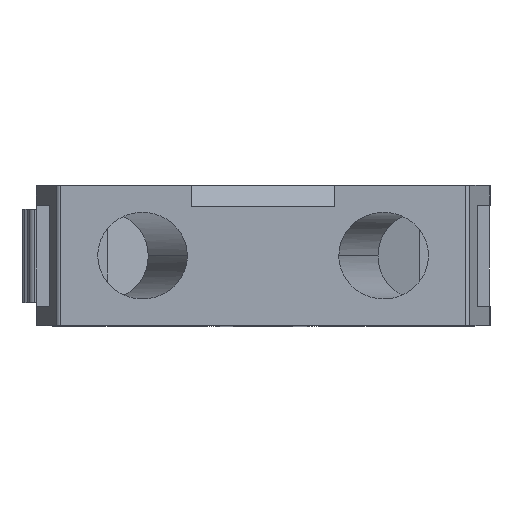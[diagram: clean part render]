
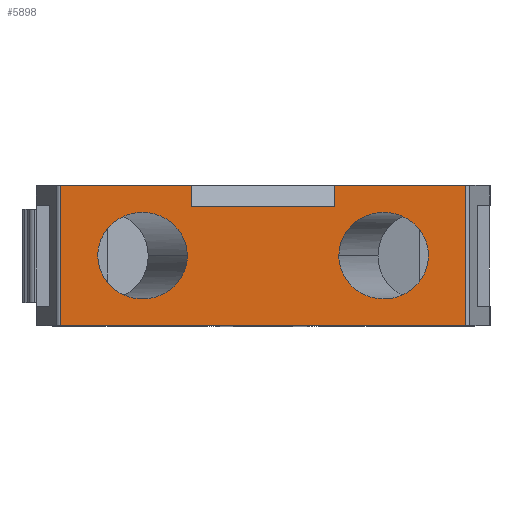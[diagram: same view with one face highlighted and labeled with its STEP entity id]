
A CAD part, top view. The second image highlights one B-rep face of the part: STEP entity #5898.
In plain terms, the highlighted planar face has unit normal (0, 0, 1).
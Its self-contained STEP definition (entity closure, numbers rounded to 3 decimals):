
#743=DIRECTION('',(1.,0.,0.));
#744=VECTOR('',#743,28.577);
#745=CARTESIAN_POINT('',(-14.289,-4.95,0.));
#746=LINE('',#745,#744);
#1114=DIRECTION('',(0.,-1.,0.));
#1115=VECTOR('',#1114,1.5);
#1116=CARTESIAN_POINT('',(-5.05,4.95,0.));
#1117=LINE('',#1116,#1115);
#1118=DIRECTION('',(1.,0.,0.));
#1119=VECTOR('',#1118,10.1);
#1120=CARTESIAN_POINT('',(-5.05,3.45,0.));
#1121=LINE('',#1120,#1119);
#1122=DIRECTION('',(0.,-1.,0.));
#1123=VECTOR('',#1122,1.5);
#1124=CARTESIAN_POINT('',(5.05,4.95,0.));
#1125=LINE('',#1124,#1123);
#1126=DIRECTION('',(0.,1.,0.));
#1127=VECTOR('',#1126,9.9);
#1128=CARTESIAN_POINT('',(-14.289,-4.95,0.));
#1129=LINE('',#1128,#1127);
#1130=CARTESIAN_POINT('',(5.342,0.,0.));
#1131=CARTESIAN_POINT('',(5.342,0.359,0.));
#1132=CARTESIAN_POINT('',(5.477,1.136,0.));
#1133=CARTESIAN_POINT('',(6.201,2.221,0.));
#1134=CARTESIAN_POINT('',(7.135,2.803,0.));
#1135=CARTESIAN_POINT('',(7.93,3.018,0.));
#1136=CARTESIAN_POINT('',(8.5,3.066,0.));
#1137=CARTESIAN_POINT('',(9.07,3.018,0.));
#1138=CARTESIAN_POINT('',(9.865,2.803,0.));
#1139=CARTESIAN_POINT('',(10.799,2.221,0.));
#1140=CARTESIAN_POINT('',(11.523,1.136,0.));
#1141=CARTESIAN_POINT('',(11.658,0.359,0.));
#1142=CARTESIAN_POINT('',(11.658,0.,0.));
#1144=CARTESIAN_POINT('',(11.658,0.,0.));
#1145=CARTESIAN_POINT('',(11.658,-0.359,0.));
#1146=CARTESIAN_POINT('',(11.523,-1.136,0.));
#1147=CARTESIAN_POINT('',(10.799,-2.221,0.));
#1148=CARTESIAN_POINT('',(9.865,-2.803,0.));
#1149=CARTESIAN_POINT('',(9.07,-3.018,0.));
#1150=CARTESIAN_POINT('',(8.5,-3.066,0.));
#1151=CARTESIAN_POINT('',(7.93,-3.018,0.));
#1152=CARTESIAN_POINT('',(7.135,-2.803,0.));
#1153=CARTESIAN_POINT('',(6.201,-2.221,0.));
#1154=CARTESIAN_POINT('',(5.477,-1.136,0.));
#1155=CARTESIAN_POINT('',(5.342,-0.359,0.));
#1156=CARTESIAN_POINT('',(5.342,0.,0.));
#1158=CARTESIAN_POINT('',(-5.342,0.,0.));
#1159=CARTESIAN_POINT('',(-5.342,0.359,0.));
#1160=CARTESIAN_POINT('',(-5.477,1.136,0.));
#1161=CARTESIAN_POINT('',(-6.201,2.221,0.));
#1162=CARTESIAN_POINT('',(-7.135,2.803,0.));
#1163=CARTESIAN_POINT('',(-7.93,3.018,0.));
#1164=CARTESIAN_POINT('',(-8.5,3.066,0.));
#1165=CARTESIAN_POINT('',(-9.07,3.018,0.));
#1166=CARTESIAN_POINT('',(-9.865,2.803,0.));
#1167=CARTESIAN_POINT('',(-10.799,2.221,0.));
#1168=CARTESIAN_POINT('',(-11.523,1.136,0.));
#1169=CARTESIAN_POINT('',(-11.658,0.359,0.));
#1170=CARTESIAN_POINT('',(-11.658,0.,0.));
#1172=CARTESIAN_POINT('',(-11.658,0.,0.));
#1173=CARTESIAN_POINT('',(-11.658,-0.359,0.));
#1174=CARTESIAN_POINT('',(-11.523,-1.136,0.));
#1175=CARTESIAN_POINT('',(-10.799,-2.221,0.));
#1176=CARTESIAN_POINT('',(-9.865,-2.803,0.));
#1177=CARTESIAN_POINT('',(-9.07,-3.018,0.));
#1178=CARTESIAN_POINT('',(-8.5,-3.066,0.));
#1179=CARTESIAN_POINT('',(-7.93,-3.018,0.));
#1180=CARTESIAN_POINT('',(-7.135,-2.803,0.));
#1181=CARTESIAN_POINT('',(-6.201,-2.221,0.));
#1182=CARTESIAN_POINT('',(-5.477,-1.136,0.));
#1183=CARTESIAN_POINT('',(-5.342,-0.359,0.));
#1184=CARTESIAN_POINT('',(-5.342,0.,0.));
#1210=DIRECTION('',(1.,0.,0.));
#1211=VECTOR('',#1210,9.239);
#1212=CARTESIAN_POINT('',(-14.289,4.95,0.));
#1213=LINE('',#1212,#1211);
#1332=DIRECTION('',(1.,0.,0.));
#1333=VECTOR('',#1332,9.239);
#1334=CARTESIAN_POINT('',(5.05,4.95,0.));
#1335=LINE('',#1334,#1333);
#2423=DIRECTION('',(0.,1.,0.));
#2424=VECTOR('',#2423,9.9);
#2425=CARTESIAN_POINT('',(14.289,-4.95,0.));
#2426=LINE('',#2425,#2424);
#3485=CARTESIAN_POINT('',(-14.289,-4.95,0.));
#3486=VERTEX_POINT('',#3485);
#3487=CARTESIAN_POINT('',(14.289,-4.95,0.));
#3488=VERTEX_POINT('',#3487);
#3515=CARTESIAN_POINT('',(-14.289,4.95,0.));
#3516=VERTEX_POINT('',#3515);
#3517=CARTESIAN_POINT('',(14.289,4.95,0.));
#3519=VERTEX_POINT('',#3517);
#3987=CARTESIAN_POINT('',(-5.05,4.95,0.));
#3989=VERTEX_POINT('',#3987);
#3991=CARTESIAN_POINT('',(5.05,4.95,0.));
#3993=VERTEX_POINT('',#3991);
#3995=CARTESIAN_POINT('',(-5.05,3.45,0.));
#3996=VERTEX_POINT('',#3995);
#3997=CARTESIAN_POINT('',(5.05,3.45,0.));
#3998=VERTEX_POINT('',#3997);
#3999=VERTEX_POINT('',#1130);
#4000=VERTEX_POINT('',#1142);
#4010=CARTESIAN_POINT('',(-5.342,0.,0.));
#4012=VERTEX_POINT('',#4010);
#4014=CARTESIAN_POINT('',(-11.658,0.,0.));
#4016=VERTEX_POINT('',#4014);
#5865=CARTESIAN_POINT('',(-14.289,-4.95,0.));
#5866=DIRECTION('',(0.,0.,1.));
#5867=DIRECTION('',(1.,0.,0.));
#5868=AXIS2_PLACEMENT_3D('',#5865,#5866,#5867);
#5869=PLANE('',#5868);
#5871=ORIENTED_EDGE('',*,*,#5870,.T.);
#5873=ORIENTED_EDGE('',*,*,#5872,.T.);
#5875=ORIENTED_EDGE('',*,*,#5874,.F.);
#5877=ORIENTED_EDGE('',*,*,#5876,.T.);
#5879=ORIENTED_EDGE('',*,*,#5878,.F.);
#5880=ORIENTED_EDGE('',*,*,#5402,.F.);
#5882=ORIENTED_EDGE('',*,*,#5881,.T.);
#5884=ORIENTED_EDGE('',*,*,#5883,.T.);
#5885=EDGE_LOOP('',(#5871,#5873,#5875,#5877,#5879,#5880,#5882,#5884));
#5886=FACE_OUTER_BOUND('',#5885,.F.);
#5887=ORIENTED_EDGE('',*,*,#5851,.F.);
#5889=ORIENTED_EDGE('',*,*,#5888,.F.);
#5890=EDGE_LOOP('',(#5887,#5889));
#5891=FACE_BOUND('',#5890,.F.);
#5893=ORIENTED_EDGE('',*,*,#5892,.T.);
#5895=ORIENTED_EDGE('',*,*,#5894,.T.);
#5896=EDGE_LOOP('',(#5893,#5895));
#5897=FACE_BOUND('',#5896,.F.);
#1143=B_SPLINE_CURVE_WITH_KNOTS('',3,(#1130,#1131,#1132,#1133,#1134,#1135,#1136,
#1137,#1138,#1139,#1140,#1141,#1142),.UNSPECIFIED.,.F.,.F.,(4,1,1,1,1,1,1,1,1,1,
4),(0.,0.125,0.25,0.375,0.438,0.5,0.563,0.625,0.75,0.875,
1.),.UNSPECIFIED.);
#1157=B_SPLINE_CURVE_WITH_KNOTS('',3,(#1144,#1145,#1146,#1147,#1148,#1149,#1150,
#1151,#1152,#1153,#1154,#1155,#1156),.UNSPECIFIED.,.F.,.F.,(4,1,1,1,1,1,1,1,1,1,
4),(0.,0.125,0.25,0.375,0.438,0.5,0.563,0.625,0.75,0.875,
1.),.UNSPECIFIED.);
#1171=B_SPLINE_CURVE_WITH_KNOTS('',3,(#1158,#1159,#1160,#1161,#1162,#1163,#1164,
#1165,#1166,#1167,#1168,#1169,#1170),.UNSPECIFIED.,.F.,.F.,(4,1,1,1,1,1,1,1,1,1,
4),(0.,0.125,0.25,0.375,0.438,0.5,0.563,0.625,0.75,0.875,
1.),.UNSPECIFIED.);
#1185=B_SPLINE_CURVE_WITH_KNOTS('',3,(#1172,#1173,#1174,#1175,#1176,#1177,#1178,
#1179,#1180,#1181,#1182,#1183,#1184),.UNSPECIFIED.,.F.,.F.,(4,1,1,1,1,1,1,1,1,1,
4),(0.,0.125,0.25,0.375,0.438,0.5,0.563,0.625,0.75,0.875,
1.),.UNSPECIFIED.);
#5402=EDGE_CURVE('',#3486,#3488,#746,.T.);
#5851=EDGE_CURVE('',#3999,#4000,#1143,.T.);
#5870=EDGE_CURVE('',#3989,#3996,#1117,.T.);
#5872=EDGE_CURVE('',#3996,#3998,#1121,.T.);
#5874=EDGE_CURVE('',#3993,#3998,#1125,.T.);
#5876=EDGE_CURVE('',#3993,#3519,#1335,.T.);
#5878=EDGE_CURVE('',#3488,#3519,#2426,.T.);
#5881=EDGE_CURVE('',#3486,#3516,#1129,.T.);
#5883=EDGE_CURVE('',#3516,#3989,#1213,.T.);
#5888=EDGE_CURVE('',#4000,#3999,#1157,.T.);
#5892=EDGE_CURVE('',#4012,#4016,#1171,.T.);
#5894=EDGE_CURVE('',#4016,#4012,#1185,.T.);
#5898=ADVANCED_FACE('',(#5886,#5891,#5897),#5869,.T.);
